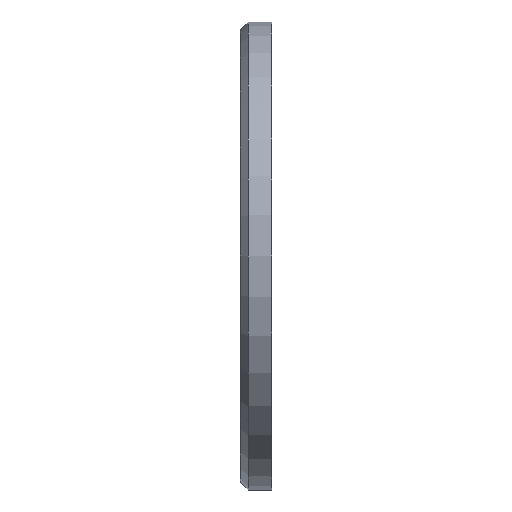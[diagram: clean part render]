
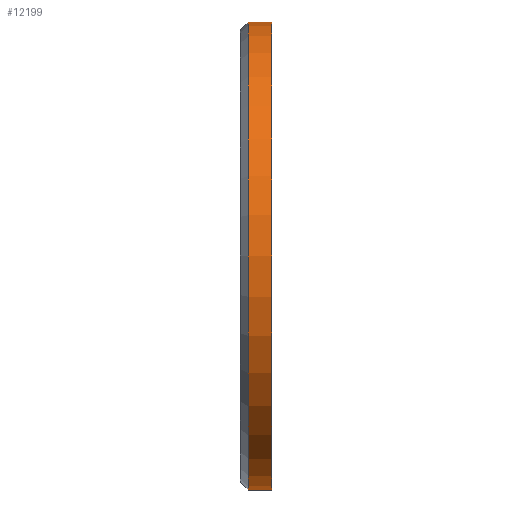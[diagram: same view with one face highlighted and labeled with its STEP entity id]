
A CAD part, left-side view. The second image highlights one B-rep face of the part: STEP entity #12199.
In plain terms, the highlighted cylindrical face has radius 30 mm (diameter 60 mm), a partial arc.
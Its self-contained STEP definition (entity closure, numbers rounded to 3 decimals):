
#1173 = DIRECTION ( 'NONE',  ( 0., -1., 0. ) ) ;
#1748 = AXIS2_PLACEMENT_3D ( 'NONE', #12625, #10130, #3007 ) ;
#1892 = DIRECTION ( 'NONE',  ( 0., 0., 1. ) ) ;
#2808 = FACE_OUTER_BOUND ( 'NONE', #3616, .T. ) ;
#3007 = DIRECTION ( 'NONE',  ( 0., 0., 1. ) ) ;
#3201 = CARTESIAN_POINT ( 'NONE',  ( 0., 0., 0. ) ) ;
#3616 = EDGE_LOOP ( 'NONE', ( #5144, #13307, #6868, #5848 ) ) ;
#3761 = AXIS2_PLACEMENT_3D ( 'NONE', #3201, #10372, #1892 ) ;
#4148 = AXIS2_PLACEMENT_3D ( 'NONE', #14437, #7422, #12146 ) ;
#4384 = CARTESIAN_POINT ( 'NONE',  ( 0., 4., 30. ) ) ;
#4694 = CARTESIAN_POINT ( 'NONE',  ( 0., 3., 30. ) ) ;
#5144 = ORIENTED_EDGE ( 'NONE', *, *, #9594, .F. ) ;
#5542 = VERTEX_POINT ( 'NONE', #12370 ) ;
#5617 = VECTOR ( 'NONE', #1173, 1000. ) ;
#5632 = CIRCLE ( 'NONE', #1748, 30. ) ;
#5848 = ORIENTED_EDGE ( 'NONE', *, *, #14903, .T. ) ;
#6313 = CIRCLE ( 'NONE', #3761, 30. ) ;
#6774 = CARTESIAN_POINT ( 'NONE',  ( 0., 0., -30. ) ) ;
#6868 = ORIENTED_EDGE ( 'NONE', *, *, #9351, .T. ) ;
#7422 = DIRECTION ( 'NONE',  ( 0., -1., 0. ) ) ;
#8040 = DIRECTION ( 'NONE',  ( 0., -1., 0. ) ) ;
#8357 = EDGE_CURVE ( 'NONE', #9687, #8390, #5632, .T. ) ;
#8390 = VERTEX_POINT ( 'NONE', #9286 ) ;
#8804 = LINE ( 'NONE', #13148, #5617 ) ;
#9286 = CARTESIAN_POINT ( 'NONE',  ( 0., 3., -30. ) ) ;
#9351 = EDGE_CURVE ( 'NONE', #8390, #10142, #8804, .T. ) ;
#9594 = EDGE_CURVE ( 'NONE', #9687, #5542, #11205, .T. ) ;
#9687 = VERTEX_POINT ( 'NONE', #4694 ) ;
#10130 = DIRECTION ( 'NONE',  ( 0., -1., 0. ) ) ;
#10142 = VERTEX_POINT ( 'NONE', #6774 ) ;
#10372 = DIRECTION ( 'NONE',  ( 0., 1., 0. ) ) ;
#11205 = LINE ( 'NONE', #4384, #15348 ) ;
#12146 = DIRECTION ( 'NONE',  ( 0., 0., -1. ) ) ;
#12199 = ADVANCED_FACE ( 'NONE', ( #2808 ), #12529, .T. ) ;
#12370 = CARTESIAN_POINT ( 'NONE',  ( 0., 0., 30. ) ) ;
#12529 = CYLINDRICAL_SURFACE ( 'NONE', #4148, 30. ) ;
#12625 = CARTESIAN_POINT ( 'NONE',  ( 0., 3., 0. ) ) ;
#13148 = CARTESIAN_POINT ( 'NONE',  ( 0., 4., -30. ) ) ;
#13307 = ORIENTED_EDGE ( 'NONE', *, *, #8357, .T. ) ;
#14437 = CARTESIAN_POINT ( 'NONE',  ( 0., 4., 0. ) ) ;
#14903 = EDGE_CURVE ( 'NONE', #10142, #5542, #6313, .T. ) ;
#15348 = VECTOR ( 'NONE', #8040, 1000. ) ;
